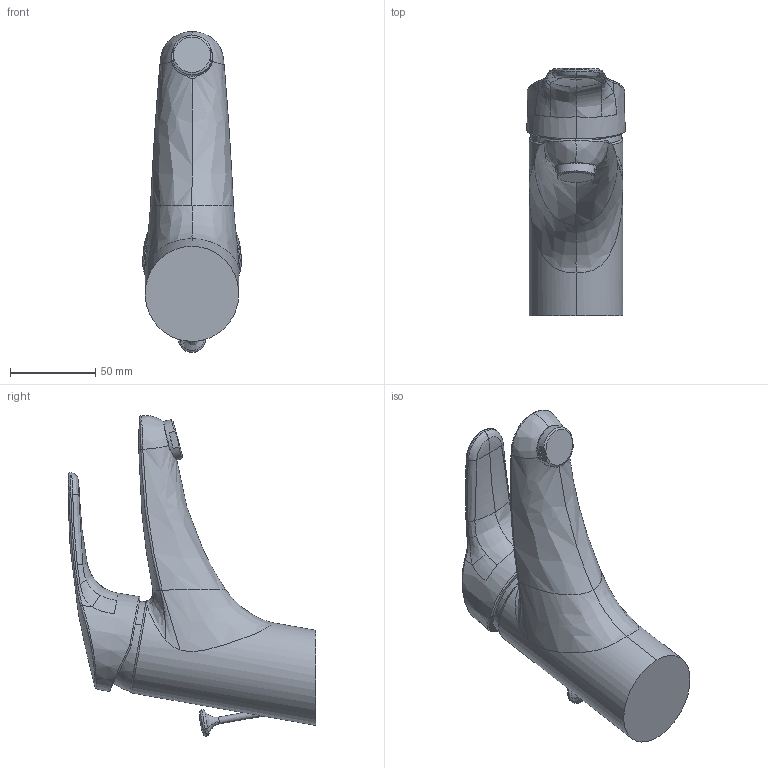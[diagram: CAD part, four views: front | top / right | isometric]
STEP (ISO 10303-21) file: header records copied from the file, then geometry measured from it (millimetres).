
FILE_DESCRIPTION (( 'STEP AP203' ), '1' );
FILE_NAME ('01092183.STEP', '2018-03-08T10:53:37', ( '' ), ( '' ), 'SwSTEP 2.0', 'SolidWorks 2016', '' );
FILE_SCHEMA (( 'CONFIG_CONTROL_DESIGN' ));
Length unit declared in the file: millimetre
Products named in the file (1): 01092183
Bounding box: 58.08 x 145.43 x 188.53 mm (x, y, z)
Volume: 475204.7 mm3; surface area: 47722.4 mm2
Topology: 1 solids, 1 shells, 95 faces, 227 edges, 134 vertices
Faces by surface type: bspline 70, plane 9, cylinder 8, cone 4, torus 2, sphere 2
Entity records: 15526 total; most frequent: CARTESIAN_POINT 13825, ORIENTED_EDGE 450, EDGE_CURVE 225, B_SPLINE_CURVE_WITH_KNOTS 153, DIRECTION 149, VERTEX_POINT 134, EDGE_LOOP 97, ADVANCED_FACE 95
